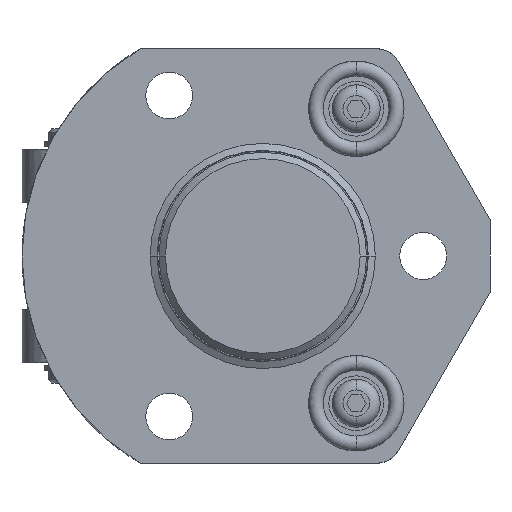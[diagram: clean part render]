
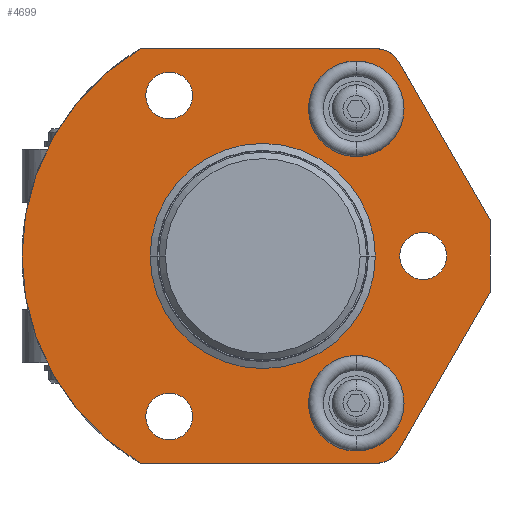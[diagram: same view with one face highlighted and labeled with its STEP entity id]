
A CAD part, front view. The second image highlights one B-rep face of the part: STEP entity #4699.
In plain terms, the highlighted planar face has unit normal (0, -1, 0).
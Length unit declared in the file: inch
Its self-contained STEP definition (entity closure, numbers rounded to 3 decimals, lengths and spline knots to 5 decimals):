
#194=CARTESIAN_POINT('',(0.,0.,0.));
#195=DIRECTION('',(0.,-1.,0.));
#196=DIRECTION('',(-0.509,0.,0.861));
#197=AXIS2_PLACEMENT_3D('',#194,#195,#196);
#368=CARTESIAN_POINT('',(0.,0.,0.));
#369=DIRECTION('',(0.,1.,0.));
#370=DIRECTION('',(1.,0.,0.));
#371=AXIS2_PLACEMENT_3D('',#368,#369,#370);
#373=CARTESIAN_POINT('',(0.,0.,0.));
#374=DIRECTION('',(0.,1.,0.));
#375=DIRECTION('',(-1.,0.,0.));
#376=AXIS2_PLACEMENT_3D('',#373,#374,#375);
#378=CARTESIAN_POINT('',(0.75,0.,0.));
#379=DIRECTION('',(0.,-1.,0.));
#380=DIRECTION('',(1.,0.,0.));
#381=AXIS2_PLACEMENT_3D('',#378,#379,#380);
#383=CARTESIAN_POINT('',(0.75,0.,0.));
#384=DIRECTION('',(0.,-1.,0.));
#385=DIRECTION('',(-1.,0.,0.));
#386=AXIS2_PLACEMENT_3D('',#383,#384,#385);
#388=CARTESIAN_POINT('',(-0.437,0.,0.75));
#389=DIRECTION('',(0.,-1.,0.));
#390=DIRECTION('',(1.,0.,0.));
#391=AXIS2_PLACEMENT_3D('',#388,#389,#390);
#393=CARTESIAN_POINT('',(-0.437,0.,0.75));
#394=DIRECTION('',(0.,-1.,0.));
#395=DIRECTION('',(-1.,0.,0.));
#396=AXIS2_PLACEMENT_3D('',#393,#394,#395);
#398=CARTESIAN_POINT('',(-0.437,0.,-0.75));
#399=DIRECTION('',(0.,-1.,0.));
#400=DIRECTION('',(1.,0.,0.));
#401=AXIS2_PLACEMENT_3D('',#398,#399,#400);
#403=CARTESIAN_POINT('',(-0.437,0.,-0.75));
#404=DIRECTION('',(0.,-1.,0.));
#405=DIRECTION('',(-1.,0.,0.));
#406=AXIS2_PLACEMENT_3D('',#403,#404,#405);
#408=CARTESIAN_POINT('',(0.437,0.,-0.688));
#409=DIRECTION('',(0.,-1.,0.));
#410=DIRECTION('',(-1.,0.,0.));
#411=AXIS2_PLACEMENT_3D('',#408,#409,#410);
#413=CARTESIAN_POINT('',(0.437,0.,-0.688));
#414=DIRECTION('',(0.,-1.,0.));
#415=DIRECTION('',(1.,0.,0.));
#416=AXIS2_PLACEMENT_3D('',#413,#414,#415);
#418=CARTESIAN_POINT('',(0.437,0.,0.688));
#419=DIRECTION('',(0.,-1.,0.));
#420=DIRECTION('',(-1.,0.,0.));
#421=AXIS2_PLACEMENT_3D('',#418,#419,#420);
#423=CARTESIAN_POINT('',(0.437,0.,0.688));
#424=DIRECTION('',(0.,-1.,0.));
#425=DIRECTION('',(1.,0.,0.));
#426=AXIS2_PLACEMENT_3D('',#423,#424,#425);
#428=DIRECTION('',(-0.5,0.,0.866));
#429=VECTOR('',#428,0.85472);
#430=CARTESIAN_POINT('',(1.062,0.,0.16829));
#431=LINE('',#430,#429);
#432=DIRECTION('',(0.,0.,1.));
#433=VECTOR('',#432,0.33659);
#434=CARTESIAN_POINT('',(1.062,0.,-0.16829));
#435=LINE('',#434,#433);
#436=DIRECTION('',(0.5,0.,0.866));
#437=VECTOR('',#436,0.85472);
#438=CARTESIAN_POINT('',(0.63464,0.,-0.9085));
#439=LINE('',#438,#437);
#440=DIRECTION('',(1.,0.,0.));
#441=VECTOR('',#440,1.10311);
#442=CARTESIAN_POINT('',(-0.57239,0.,-0.9685));
#443=LINE('',#442,#441);
#444=DIRECTION('',(1.,0.,0.));
#445=VECTOR('',#444,1.10311);
#446=CARTESIAN_POINT('',(-0.57239,0.,0.9685));
#447=LINE('',#446,#445);
#751=CARTESIAN_POINT('',(0.53072,0.,-0.8485));
#752=DIRECTION('',(0.,-1.,0.));
#753=DIRECTION('',(0.,0.,-1.));
#754=AXIS2_PLACEMENT_3D('',#751,#752,#753);
#827=CARTESIAN_POINT('',(0.53072,0.,0.8485));
#828=DIRECTION('',(0.,-1.,0.));
#829=DIRECTION('',(0.866,0.,0.5));
#830=AXIS2_PLACEMENT_3D('',#827,#828,#829);
#3479=CARTESIAN_POINT('',(-0.57239,0.,0.9685));
#3480=CARTESIAN_POINT('',(-0.57239,0.,-0.9685));
#3481=VERTEX_POINT('',#3479);
#3482=VERTEX_POINT('',#3480);
#3483=CARTESIAN_POINT('',(1.062,0.,-0.16829));
#3484=CARTESIAN_POINT('',(1.062,0.,0.16829));
#3485=VERTEX_POINT('',#3483);
#3486=VERTEX_POINT('',#3484);
#3487=CARTESIAN_POINT('',(0.8595,0.,0.));
#3488=CARTESIAN_POINT('',(0.6405,0.,0.));
#3489=VERTEX_POINT('',#3487);
#3490=VERTEX_POINT('',#3488);
#3503=CARTESIAN_POINT('',(-0.3275,0.,-0.75));
#3504=CARTESIAN_POINT('',(-0.5465,0.,-0.75));
#3505=VERTEX_POINT('',#3503);
#3506=VERTEX_POINT('',#3504);
#3511=CARTESIAN_POINT('',(-0.3275,0.,0.75));
#3512=CARTESIAN_POINT('',(-0.5465,0.,0.75));
#3513=VERTEX_POINT('',#3511);
#3514=VERTEX_POINT('',#3512);
#3580=CARTESIAN_POINT('',(0.21375,0.,-0.688));
#3581=CARTESIAN_POINT('',(0.66025,0.,-0.688));
#3582=VERTEX_POINT('',#3580);
#3583=VERTEX_POINT('',#3581);
#3596=CARTESIAN_POINT('',(0.21375,0.,0.688));
#3597=CARTESIAN_POINT('',(0.66025,0.,0.688));
#3598=VERTEX_POINT('',#3596);
#3599=VERTEX_POINT('',#3597);
#3600=CARTESIAN_POINT('',(0.53072,0.,0.9685));
#3602=VERTEX_POINT('',#3600);
#3605=CARTESIAN_POINT('',(0.63464,0.,0.9085));
#3606=VERTEX_POINT('',#3605);
#3607=CARTESIAN_POINT('',(0.63464,0.,-0.9085));
#3609=VERTEX_POINT('',#3607);
#3612=CARTESIAN_POINT('',(0.53072,0.,-0.9685));
#3613=VERTEX_POINT('',#3612);
#3618=CARTESIAN_POINT('',(0.485,0.,0.));
#3619=CARTESIAN_POINT('',(-0.485,0.,0.));
#3620=VERTEX_POINT('',#3618);
#3621=VERTEX_POINT('',#3619);
#4643=CARTESIAN_POINT('',(0.,0.,0.));
#4644=DIRECTION('',(0.,-1.,0.));
#4645=DIRECTION('',(1.,0.,0.));
#4646=AXIS2_PLACEMENT_3D('',#4643,#4644,#4645);
#4647=PLANE('',#4646);
#4649=ORIENTED_EDGE('',*,*,#4648,.F.);
#4651=ORIENTED_EDGE('',*,*,#4650,.F.);
#4653=ORIENTED_EDGE('',*,*,#4652,.F.);
#4655=ORIENTED_EDGE('',*,*,#4654,.F.);
#4657=ORIENTED_EDGE('',*,*,#4656,.F.);
#4659=ORIENTED_EDGE('',*,*,#4658,.F.);
#4660=ORIENTED_EDGE('',*,*,#4459,.F.);
#4662=ORIENTED_EDGE('',*,*,#4661,.T.);
#4663=EDGE_LOOP('',(#4649,#4651,#4653,#4655,#4657,#4659,#4660,#4662));
#4664=FACE_OUTER_BOUND('',#4663,.F.);
#4666=ORIENTED_EDGE('',*,*,#4665,.F.);
#4668=ORIENTED_EDGE('',*,*,#4667,.F.);
#4669=EDGE_LOOP('',(#4666,#4668));
#4670=FACE_BOUND('',#4669,.F.);
#4672=ORIENTED_EDGE('',*,*,#4671,.T.);
#4674=ORIENTED_EDGE('',*,*,#4673,.T.);
#4675=EDGE_LOOP('',(#4672,#4674));
#4676=FACE_BOUND('',#4675,.F.);
#4677=ORIENTED_EDGE('',*,*,#4625,.T.);
#4678=ORIENTED_EDGE('',*,*,#4636,.T.);
#4679=EDGE_LOOP('',(#4677,#4678));
#4680=FACE_BOUND('',#4679,.F.);
#4682=ORIENTED_EDGE('',*,*,#4681,.T.);
#4684=ORIENTED_EDGE('',*,*,#4683,.T.);
#4685=EDGE_LOOP('',(#4682,#4684));
#4686=FACE_BOUND('',#4685,.F.);
#4688=ORIENTED_EDGE('',*,*,#4687,.T.);
#4690=ORIENTED_EDGE('',*,*,#4689,.T.);
#4691=EDGE_LOOP('',(#4688,#4690));
#4692=FACE_BOUND('',#4691,.F.);
#4694=ORIENTED_EDGE('',*,*,#4693,.T.);
#4696=ORIENTED_EDGE('',*,*,#4695,.T.);
#4697=EDGE_LOOP('',(#4694,#4696));
#4698=FACE_BOUND('',#4697,.F.);
#4699=ADVANCED_FACE('',(#4664,#4670,#4676,#4680,#4686,#4692,#4698),#4647,.T.);
#198=CIRCLE('',#197,1.125);
#372=CIRCLE('',#371,0.485);
#377=CIRCLE('',#376,0.485);
#382=CIRCLE('',#381,0.1095);
#387=CIRCLE('',#386,0.1095);
#392=CIRCLE('',#391,0.1095);
#397=CIRCLE('',#396,0.1095);
#402=CIRCLE('',#401,0.1095);
#407=CIRCLE('',#406,0.1095);
#412=CIRCLE('',#411,0.22325);
#417=CIRCLE('',#416,0.22325);
#422=CIRCLE('',#421,0.22325);
#427=CIRCLE('',#426,0.22325);
#755=CIRCLE('',#754,0.12);
#831=CIRCLE('',#830,0.12);
#4459=EDGE_CURVE('',#3481,#3482,#198,.T.);
#4625=EDGE_CURVE('',#3513,#3514,#392,.T.);
#4636=EDGE_CURVE('',#3514,#3513,#397,.T.);
#4648=EDGE_CURVE('',#3606,#3602,#831,.T.);
#4650=EDGE_CURVE('',#3486,#3606,#431,.T.);
#4652=EDGE_CURVE('',#3485,#3486,#435,.T.);
#4654=EDGE_CURVE('',#3609,#3485,#439,.T.);
#4656=EDGE_CURVE('',#3613,#3609,#755,.T.);
#4658=EDGE_CURVE('',#3482,#3613,#443,.T.);
#4661=EDGE_CURVE('',#3481,#3602,#447,.T.);
#4665=EDGE_CURVE('',#3620,#3621,#372,.T.);
#4667=EDGE_CURVE('',#3621,#3620,#377,.T.);
#4671=EDGE_CURVE('',#3489,#3490,#382,.T.);
#4673=EDGE_CURVE('',#3490,#3489,#387,.T.);
#4681=EDGE_CURVE('',#3505,#3506,#402,.T.);
#4683=EDGE_CURVE('',#3506,#3505,#407,.T.);
#4687=EDGE_CURVE('',#3582,#3583,#412,.T.);
#4689=EDGE_CURVE('',#3583,#3582,#417,.T.);
#4693=EDGE_CURVE('',#3598,#3599,#422,.T.);
#4695=EDGE_CURVE('',#3599,#3598,#427,.T.);
